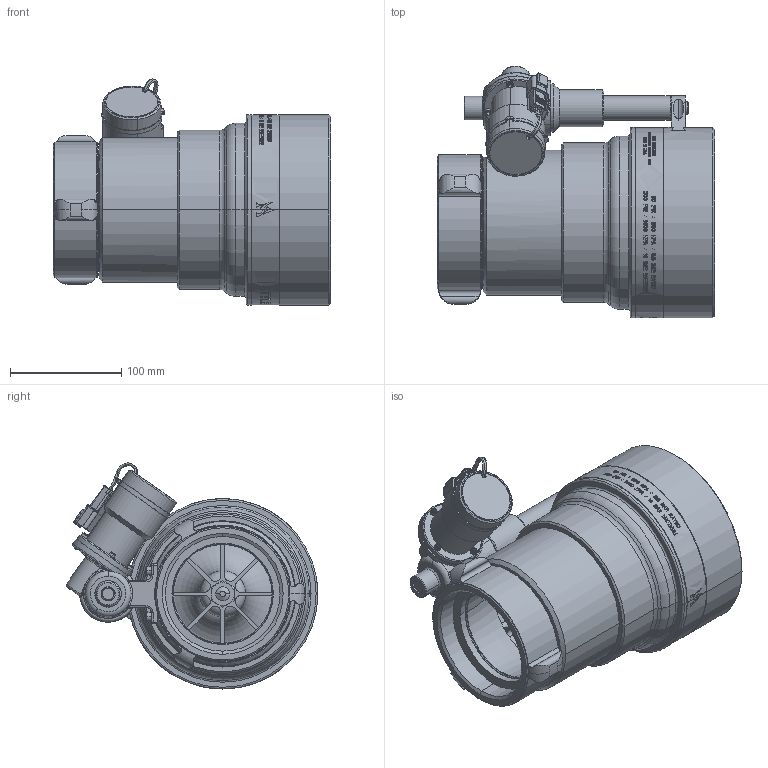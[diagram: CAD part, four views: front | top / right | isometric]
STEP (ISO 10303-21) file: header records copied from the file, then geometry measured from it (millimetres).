
FILE_DESCRIPTION((''),'2;1');
FILE_NAME('51782101_00','2016-07-29T',('sobri'),(''),'CREO PARAMETRIC BY PTC INC, 2015290','CREO PARAMETRIC BY PTC INC, 2015290','');
FILE_SCHEMA(('CONFIG_CONTROL_DESIGN'));
Length unit declared in the file: inch
Products named in the file (1): 51782101_00
Bounding box: 249.72 x 226.68 x 203.58 mm (x, y, z)
Surface area: 541257.6 mm2 (no closed solid volume)
Topology: 0 solids, 164 shells, 1571 faces, 10317 edges, 8769 vertices
Faces by surface type: cylinder 556, plane 546, bspline 200, cone 190, torus 71, sphere 8
Entity records: 115883 total; most frequent: CARTESIAN_POINT 42664, DIRECTION 13557, ORIENTED_EDGE 13363, EDGE_CURVE 10303, VERTEX_POINT 8769, VECTOR 6319, LINE 6319, AXIS2_PLACEMENT_3D 3619
